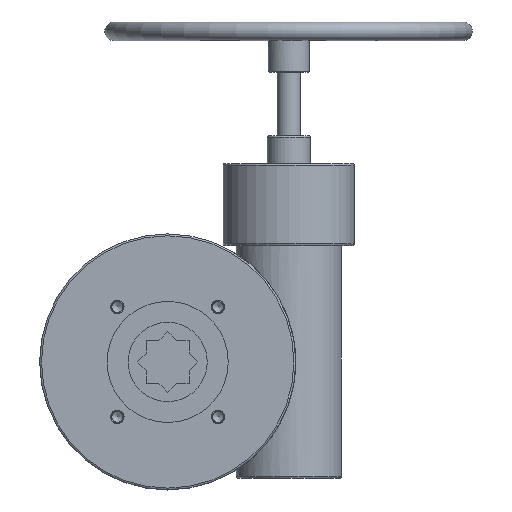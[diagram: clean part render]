
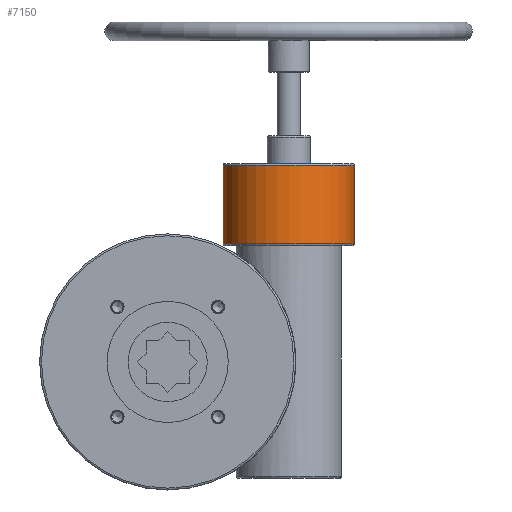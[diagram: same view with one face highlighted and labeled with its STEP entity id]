
A CAD part, front view. The second image highlights one B-rep face of the part: STEP entity #7150.
In plain terms, the highlighted cylindrical face has radius 70.5 mm (diameter 141 mm), a full revolution.
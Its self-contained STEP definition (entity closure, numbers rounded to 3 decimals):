
#1001=CYLINDRICAL_SURFACE('',#7673,70.5);
#1431=FACE_OUTER_BOUND('',#1835,.T.);
#1835=EDGE_LOOP('',(#6561,#6562,#6563,#6564,#6565));
#2195=LINE('',#41300,#2556);
#2556=VECTOR('',#8932,70.5);
#2718=CIRCLE('',#7670,70.5);
#2719=CIRCLE('',#7671,70.5);
#2721=CIRCLE('',#7674,70.5);
#3405=VERTEX_POINT('',#41291);
#3406=VERTEX_POINT('',#41293);
#3407=VERTEX_POINT('',#41298);
#4483=EDGE_CURVE('',#3405,#3406,#2718,.T.);
#4484=EDGE_CURVE('',#3406,#3405,#2719,.T.);
#4486=EDGE_CURVE('',#3407,#3407,#2721,.T.);
#4487=EDGE_CURVE('',#3407,#3406,#2195,.T.);
#6561=ORIENTED_EDGE('',*,*,#4486,.F.);
#6562=ORIENTED_EDGE('',*,*,#4487,.T.);
#6563=ORIENTED_EDGE('',*,*,#4483,.F.);
#6564=ORIENTED_EDGE('',*,*,#4484,.F.);
#6565=ORIENTED_EDGE('',*,*,#4487,.F.);
#7150=ADVANCED_FACE('',(#1431),#1001,.T.);
#7670=AXIS2_PLACEMENT_3D('',#41294,#8922,#8923);
#7671=AXIS2_PLACEMENT_3D('',#41295,#8924,#8925);
#7673=AXIS2_PLACEMENT_3D('',#41297,#8928,#8929);
#7674=AXIS2_PLACEMENT_3D('',#41299,#8930,#8931);
#8922=DIRECTION('center_axis',(0.,0.,-1.));
#8923=DIRECTION('ref_axis',(1.,0.,0.));
#8924=DIRECTION('center_axis',(0.,0.,-1.));
#8925=DIRECTION('ref_axis',(1.,0.,0.));
#8928=DIRECTION('center_axis',(0.,0.,1.));
#8929=DIRECTION('ref_axis',(1.,0.,0.));
#8930=DIRECTION('center_axis',(0.,0.,1.));
#8931=DIRECTION('ref_axis',(1.,0.,0.));
#8932=DIRECTION('',(0.,0.,-1.));
#41291=CARTESIAN_POINT('',(200.5,60.,127.));
#41293=CARTESIAN_POINT('',(59.5,60.,127.));
#41294=CARTESIAN_POINT('Origin',(130.,60.,127.));
#41295=CARTESIAN_POINT('Origin',(130.,60.,127.));
#41297=CARTESIAN_POINT('Origin',(130.,60.,125.));
#41298=CARTESIAN_POINT('',(59.5,60.,211.));
#41299=CARTESIAN_POINT('Origin',(130.,60.,211.));
#41300=CARTESIAN_POINT('',(59.5,60.,125.));
